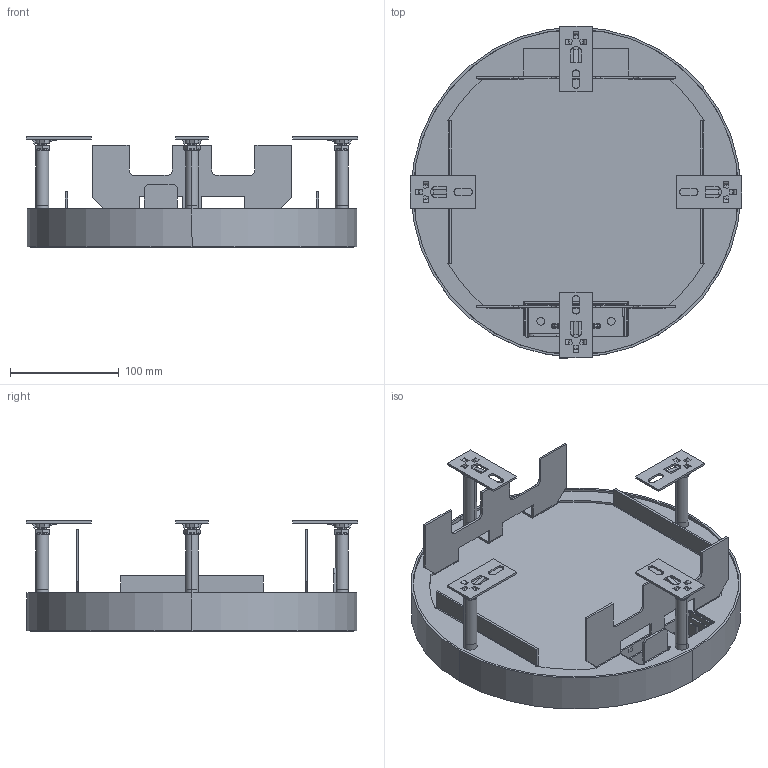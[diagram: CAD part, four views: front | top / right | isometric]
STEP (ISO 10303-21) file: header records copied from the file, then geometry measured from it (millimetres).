
FILE_DESCRIPTION (( 'STEP AP214' ), '1' );
FILE_NAME ('7409280.stp', '2021-01-20T07:56:50', ( '' ), ( '' ), 'SwSTEP 2.0', 'SolidWorks 2020', '' );
FILE_SCHEMA (( 'AUTOMOTIVE_DESIGN' ));
Length unit declared in the file: millimetre
Products named in the file (21): 039503_H派e 25 mm; 039499_40675BB; 054599_Standard mit Mutter; 053773_Standard; 055182_Standard; 041819_L= 70 mm; 053879_H=35 mm f〉 Schnuraauslass; 7409280; 039501_39413171 (VA); 053919_H=25  Schnurauslass plan; 42389C_Blindniet gek〉zt (Einbausituation) bei 2mm Blech; 039500_39413397 T1 (VA); 036167_Standard; 055184_Standard; 053880_f〉 Schnurauslass mit Nieten; 041219_Standard; 039502_RKSR9; 35014016_Standard
Assembly tree (32 placements, depth 4):
  7409280
    053880_f〉 Schnurauslass mit Nieten
      053773_Standard
      053879_H=35 mm f〉 Schnuraauslass
      42389C_Blindniet gek〉zt (Einbausituation) bei 2mm Blech  x4
    053919_H=25  Schnurauslass plan
      039502_RKSR9
      039503_H派e 25 mm
      039501_39413171 (VA)
      055184_Standard
        039500_39413397 T1 (VA)
      055182_Standard
        039499_40675BB
        036167_Standard
    054599_Standard mit Mutter
      041219_Standard
      041819_L= 70 mm
      35014016_Standard
    054599_Standard mit Mutter
      041219_Standard
      041819_L= 70 mm
      35014016_Standard
    054599_Standard mit Mutter
      041219_Standard
      041819_L= 70 mm
      35014016_Standard
    054599_Standard mit Mutter
      041219_Standard
      041819_L= 70 mm
      35014016_Standard
Bounding box: 306 x 306 x 101.55 mm (x, y, z)
Volume: 512495.8 mm3; surface area: 421063.8 mm2
Topology: 24 solids, 24 shells, 963 faces, 2345 edges, 1432 vertices
Faces by surface type: plane 558, cylinder 270, cone 64, bspline 48, torus 23
Entity records: 19168 total; most frequent: CARTESIAN_POINT 4212, ORIENTED_EDGE 2986, DIRECTION 2940, EDGE_CURVE 1493, AXIS2_PLACEMENT_3D 994, LINE 952, VECTOR 952, VERTEX_POINT 916
